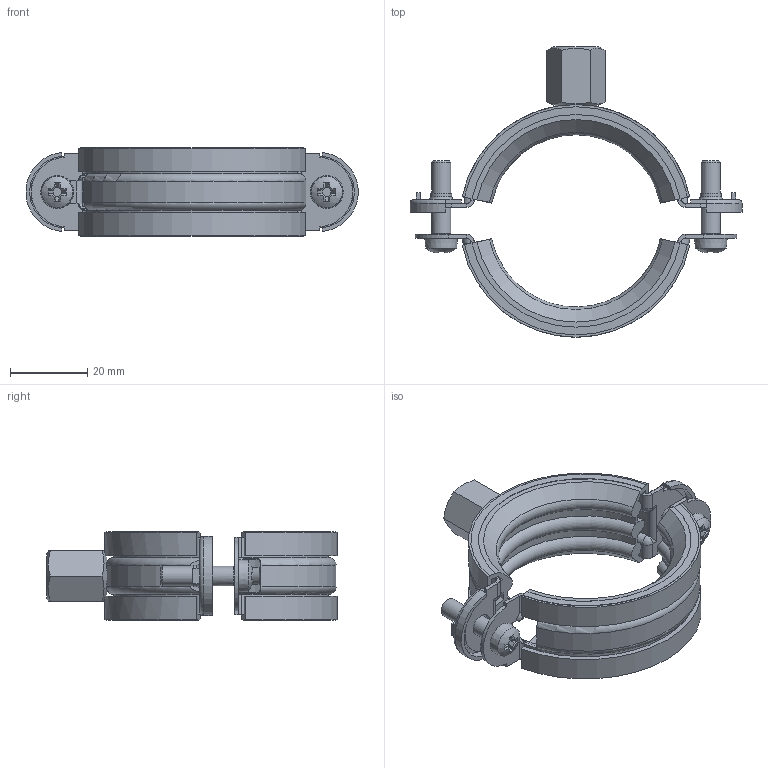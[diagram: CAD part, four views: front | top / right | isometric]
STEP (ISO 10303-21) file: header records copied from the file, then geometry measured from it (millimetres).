
FILE_DESCRIPTION((''),'2;1');
FILE_NAME('119858.stp','2011-08-08T15:31:11',('DMK009'),(''),'Autodesk Inventor 2012','Autodesk Inventor 2012','');
FILE_SCHEMA(('AUTOMOTIVE_DESIGN { 1 0 10303 214 1 1 1 1 }'));
Length unit declared in the file: millimetre
Products named in the file (1): 119858
Bounding box: 85.72 x 75.05 x 22.84 mm (x, y, z)
Volume: 19365.9 mm3; surface area: 24756.1 mm2
Topology: 1 solids, 1 shells, 355 faces, 963 edges, 614 vertices
Faces by surface type: plane 168, cylinder 104, cone 43, torus 28, sphere 12
Full cylindrical faces by diameter (mm): 4.6 x2, 5 x4, 5.5 x2, 5.8 x1, 6.647 x1, 8.376 x1
Entity records: 11715 total; most frequent: CARTESIAN_POINT 2690, ORIENTED_EDGE 1876, DIRECTION 1871, EDGE_CURVE 938, AXIS2_PLACEMENT_3D 705, VERTEX_POINT 607, VECTOR 461, LINE 461
